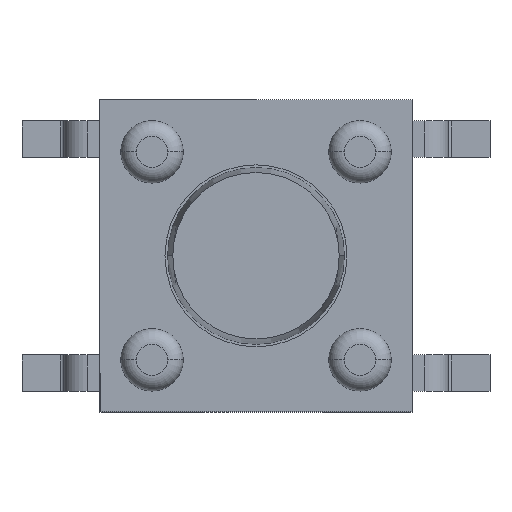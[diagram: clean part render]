
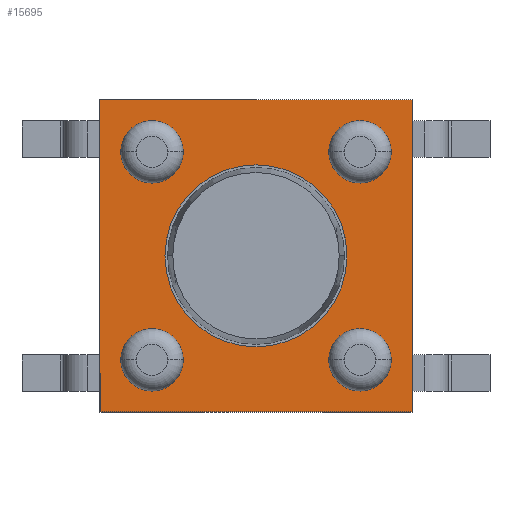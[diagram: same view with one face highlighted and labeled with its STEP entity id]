
A CAD part, top view. The second image highlights one B-rep face of the part: STEP entity #15695.
In plain terms, the highlighted planar face has unit normal (0, 0, 1).
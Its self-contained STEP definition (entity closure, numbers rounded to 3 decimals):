
#67 = DIRECTION ( 'NONE',  ( 1., 0., 0. ) ) ;
#75 = DIRECTION ( 'NONE',  ( 0., 0., 1. ) ) ;
#179 = DIRECTION ( 'NONE',  ( 1., 0., 0. ) ) ;
#320 = DIRECTION ( 'NONE',  ( 1., 0., 0. ) ) ;
#877 = DIRECTION ( 'NONE',  ( 1., 0., 0. ) ) ;
#903 = DIRECTION ( 'NONE',  ( 0., 0., 1. ) ) ;
#1148 = DIRECTION ( 'NONE',  ( 0., 0., 1. ) ) ;
#1151 = CARTESIAN_POINT ( 'NONE',  ( -2., -2., 3.5 ) ) ;
#1193 = DIRECTION ( 'NONE',  ( -1., 0., 0. ) ) ;
#1205 = CARTESIAN_POINT ( 'NONE',  ( 1.4, 2., 3.5 ) ) ;
#1542 = ORIENTED_EDGE ( 'NONE', *, *, #3049, .F. ) ;
#1744 = EDGE_CURVE ( 'NONE', #17187, #12648, #11913, .T. ) ;
#1843 = VECTOR ( 'NONE', #4354, 1000. ) ;
#2071 = VERTEX_POINT ( 'NONE', #14989 ) ;
#2539 = ORIENTED_EDGE ( 'NONE', *, *, #16306, .F. ) ;
#2701 = ORIENTED_EDGE ( 'NONE', *, *, #13774, .F. ) ;
#2717 = DIRECTION ( 'NONE',  ( 0., 0., 1. ) ) ;
#2880 = CARTESIAN_POINT ( 'NONE',  ( 3., -3., 3.5 ) ) ;
#2955 = CARTESIAN_POINT ( 'NONE',  ( 0., 0., 3.5 ) ) ;
#3049 = EDGE_CURVE ( 'NONE', #12576, #18404, #3799, .T. ) ;
#3083 = CARTESIAN_POINT ( 'NONE',  ( -1.75, 0., 3.5 ) ) ;
#3320 = CARTESIAN_POINT ( 'NONE',  ( -3., -3., 3.5 ) ) ;
#3541 = CIRCLE ( 'NONE', #3838, 1.75 ) ;
#3641 = ORIENTED_EDGE ( 'NONE', *, *, #17752, .T. ) ;
#3782 = EDGE_CURVE ( 'NONE', #7964, #16780, #6815, .T. ) ;
#3799 = CIRCLE ( 'NONE', #16993, 0.6 ) ;
#3838 = AXIS2_PLACEMENT_3D ( 'NONE', #2955, #4599, #179 ) ;
#4203 = CARTESIAN_POINT ( 'NONE',  ( -2., 2., 3.5 ) ) ;
#4354 = DIRECTION ( 'NONE',  ( -1., 0., 0. ) ) ;
#4403 = ORIENTED_EDGE ( 'NONE', *, *, #6031, .F. ) ;
#4544 = EDGE_LOOP ( 'NONE', ( #17414, #10870 ) ) ;
#4599 = DIRECTION ( 'NONE',  ( 0., 0., 1. ) ) ;
#4749 = PLANE ( 'NONE',  #14996 ) ;
#4905 = ORIENTED_EDGE ( 'NONE', *, *, #3782, .T. ) ;
#5034 = CARTESIAN_POINT ( 'NONE',  ( -3., 3., 3.5 ) ) ;
#5054 = VECTOR ( 'NONE', #9736, 1000. ) ;
#5061 = VERTEX_POINT ( 'NONE', #3083 ) ;
#5151 = VERTEX_POINT ( 'NONE', #18423 ) ;
#5283 = ORIENTED_EDGE ( 'NONE', *, *, #11995, .F. ) ;
#5287 = DIRECTION ( 'NONE',  ( -1., 0., 0. ) ) ;
#5375 = CARTESIAN_POINT ( 'NONE',  ( 2., -2., 3.5 ) ) ;
#5543 = CARTESIAN_POINT ( 'NONE',  ( 3., 3., 3.5 ) ) ;
#5615 = VERTEX_POINT ( 'NONE', #3320 ) ;
#6031 = EDGE_CURVE ( 'NONE', #12648, #17187, #11116, .T. ) ;
#6160 = FACE_BOUND ( 'NONE', #6503, .T. ) ;
#6229 = VERTEX_POINT ( 'NONE', #9241 ) ;
#6280 = VERTEX_POINT ( 'NONE', #6501 ) ;
#6501 = CARTESIAN_POINT ( 'NONE',  ( 1.75, 0., 3.5 ) ) ;
#6503 = EDGE_LOOP ( 'NONE', ( #4403, #18029 ) ) ;
#6770 = DIRECTION ( 'NONE',  ( 0., 0., 1. ) ) ;
#6812 = CARTESIAN_POINT ( 'NONE',  ( 2., 2., 3.5 ) ) ;
#6815 = LINE ( 'NONE', #16838, #5054 ) ;
#6835 = CARTESIAN_POINT ( 'NONE',  ( 2.6, 2., 3.5 ) ) ;
#7278 = EDGE_CURVE ( 'NONE', #5061, #6280, #3541, .T. ) ;
#7504 = EDGE_CURVE ( 'NONE', #2071, #8558, #9196, .T. ) ;
#7552 = EDGE_CURVE ( 'NONE', #5151, #8614, #19259, .T. ) ;
#7582 = CARTESIAN_POINT ( 'NONE',  ( 2., 2., 3.5 ) ) ;
#7614 = EDGE_LOOP ( 'NONE', ( #8099, #2539 ) ) ;
#7734 = DIRECTION ( 'NONE',  ( 0., 0., 1. ) ) ;
#7964 = VERTEX_POINT ( 'NONE', #2880 ) ;
#8099 = ORIENTED_EDGE ( 'NONE', *, *, #7552, .F. ) ;
#8558 = VERTEX_POINT ( 'NONE', #16396 ) ;
#8614 = VERTEX_POINT ( 'NONE', #12124 ) ;
#8893 = AXIS2_PLACEMENT_3D ( 'NONE', #7582, #75, #12045 ) ;
#8932 = AXIS2_PLACEMENT_3D ( 'NONE', #4203, #14649, #1193 ) ;
#9015 = VECTOR ( 'NONE', #11029, 1000. ) ;
#9188 = DIRECTION ( 'NONE',  ( 0., 0., 1. ) ) ;
#9196 = CIRCLE ( 'NONE', #13239, 0.6 ) ;
#9241 = CARTESIAN_POINT ( 'NONE',  ( -3., 3., 3.5 ) ) ;
#9397 = CARTESIAN_POINT ( 'NONE',  ( 0., 0., 3.5 ) ) ;
#9554 = ORIENTED_EDGE ( 'NONE', *, *, #13951, .T. ) ;
#9736 = DIRECTION ( 'NONE',  ( 0., 1., 0. ) ) ;
#9999 = AXIS2_PLACEMENT_3D ( 'NONE', #19258, #16097, #877 ) ;
#10300 = LINE ( 'NONE', #14835, #13122 ) ;
#10394 = ORIENTED_EDGE ( 'NONE', *, *, #16124, .T. ) ;
#10610 = CARTESIAN_POINT ( 'NONE',  ( -2.6, -2., 3.5 ) ) ;
#10744 = DIRECTION ( 'NONE',  ( 1., 0., 0. ) ) ;
#10870 = ORIENTED_EDGE ( 'NONE', *, *, #18806, .F. ) ;
#11029 = DIRECTION ( 'NONE',  ( 0., -1., 0. ) ) ;
#11116 = CIRCLE ( 'NONE', #14573, 0.6 ) ;
#11380 = CIRCLE ( 'NONE', #8893, 0.6 ) ;
#11602 = LINE ( 'NONE', #5543, #1843 ) ;
#11658 = EDGE_LOOP ( 'NONE', ( #2701, #16413 ) ) ;
#11690 = AXIS2_PLACEMENT_3D ( 'NONE', #12383, #14080, #15364 ) ;
#11913 = CIRCLE ( 'NONE', #13194, 0.6 ) ;
#11995 = EDGE_CURVE ( 'NONE', #18404, #12576, #11380, .T. ) ;
#12045 = DIRECTION ( 'NONE',  ( 1., 0., 0. ) ) ;
#12105 = FACE_BOUND ( 'NONE', #4544, .T. ) ;
#12124 = CARTESIAN_POINT ( 'NONE',  ( 2.6, -2., 3.5 ) ) ;
#12196 = CARTESIAN_POINT ( 'NONE',  ( -2., -2., 3.5 ) ) ;
#12293 = FACE_BOUND ( 'NONE', #13682, .T. ) ;
#12326 = EDGE_LOOP ( 'NONE', ( #9554, #4905, #3641, #10394 ) ) ;
#12383 = CARTESIAN_POINT ( 'NONE',  ( 2., -2., 3.5 ) ) ;
#12475 = LINE ( 'NONE', #5034, #9015 ) ;
#12576 = VERTEX_POINT ( 'NONE', #1205 ) ;
#12648 = VERTEX_POINT ( 'NONE', #10610 ) ;
#12775 = DIRECTION ( 'NONE',  ( 1., 0., 0. ) ) ;
#13039 = CIRCLE ( 'NONE', #15272, 0.6 ) ;
#13097 = DIRECTION ( 'NONE',  ( -1., 0., 0. ) ) ;
#13122 = VECTOR ( 'NONE', #67, 1000. ) ;
#13190 = DIRECTION ( 'NONE',  ( 1., 0., 0. ) ) ;
#13194 = AXIS2_PLACEMENT_3D ( 'NONE', #1151, #2717, #13190 ) ;
#13239 = AXIS2_PLACEMENT_3D ( 'NONE', #14610, #1148, #13097 ) ;
#13682 = EDGE_LOOP ( 'NONE', ( #1542, #5283 ) ) ;
#13774 = EDGE_CURVE ( 'NONE', #6280, #5061, #17252, .T. ) ;
#13951 = EDGE_CURVE ( 'NONE', #5615, #7964, #10300, .T. ) ;
#14080 = DIRECTION ( 'NONE',  ( 0., 0., 1. ) ) ;
#14573 = AXIS2_PLACEMENT_3D ( 'NONE', #12196, #9188, #10744 ) ;
#14610 = CARTESIAN_POINT ( 'NONE',  ( -2., 2., 3.5 ) ) ;
#14649 = DIRECTION ( 'NONE',  ( 0., 0., 1. ) ) ;
#14835 = CARTESIAN_POINT ( 'NONE',  ( -3., -3., 3.5 ) ) ;
#14989 = CARTESIAN_POINT ( 'NONE',  ( -2.6, 2., 3.5 ) ) ;
#14996 = AXIS2_PLACEMENT_3D ( 'NONE', #9397, #7734, #320 ) ;
#15272 = AXIS2_PLACEMENT_3D ( 'NONE', #5375, #6770, #5287 ) ;
#15364 = DIRECTION ( 'NONE',  ( -1., 0., 0. ) ) ;
#15695 = ADVANCED_FACE ( 'NONE', ( #19157, #12293, #12105, #6160, #18460, #16770 ), #4749, .T. ) ;
#16013 = CARTESIAN_POINT ( 'NONE',  ( -1.4, -2., 3.5 ) ) ;
#16097 = DIRECTION ( 'NONE',  ( 0., 0., 1. ) ) ;
#16124 = EDGE_CURVE ( 'NONE', #6229, #5615, #12475, .T. ) ;
#16306 = EDGE_CURVE ( 'NONE', #8614, #5151, #13039, .T. ) ;
#16396 = CARTESIAN_POINT ( 'NONE',  ( -1.4, 2., 3.5 ) ) ;
#16413 = ORIENTED_EDGE ( 'NONE', *, *, #7278, .F. ) ;
#16610 = CARTESIAN_POINT ( 'NONE',  ( 3., 3., 3.5 ) ) ;
#16770 = FACE_OUTER_BOUND ( 'NONE', #12326, .T. ) ;
#16780 = VERTEX_POINT ( 'NONE', #16610 ) ;
#16838 = CARTESIAN_POINT ( 'NONE',  ( 3., -3., 3.5 ) ) ;
#16993 = AXIS2_PLACEMENT_3D ( 'NONE', #6812, #903, #12775 ) ;
#17095 = CIRCLE ( 'NONE', #8932, 0.6 ) ;
#17187 = VERTEX_POINT ( 'NONE', #16013 ) ;
#17252 = CIRCLE ( 'NONE', #9999, 1.75 ) ;
#17414 = ORIENTED_EDGE ( 'NONE', *, *, #7504, .F. ) ;
#17752 = EDGE_CURVE ( 'NONE', #16780, #6229, #11602, .T. ) ;
#18029 = ORIENTED_EDGE ( 'NONE', *, *, #1744, .F. ) ;
#18404 = VERTEX_POINT ( 'NONE', #6835 ) ;
#18423 = CARTESIAN_POINT ( 'NONE',  ( 1.4, -2., 3.5 ) ) ;
#18460 = FACE_BOUND ( 'NONE', #11658, .T. ) ;
#18806 = EDGE_CURVE ( 'NONE', #8558, #2071, #17095, .T. ) ;
#19157 = FACE_BOUND ( 'NONE', #7614, .T. ) ;
#19258 = CARTESIAN_POINT ( 'NONE',  ( 0., 0., 3.5 ) ) ;
#19259 = CIRCLE ( 'NONE', #11690, 0.6 ) ;
